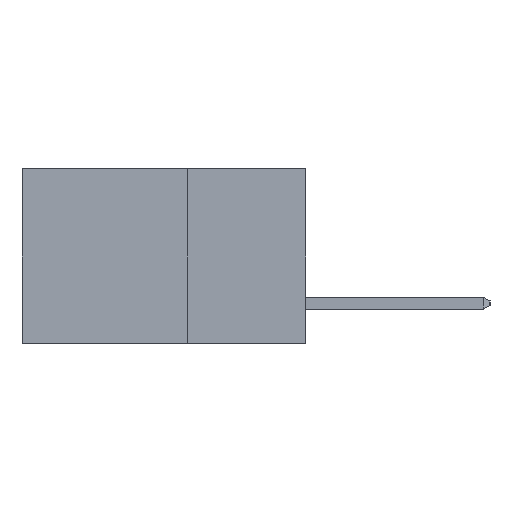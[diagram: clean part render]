
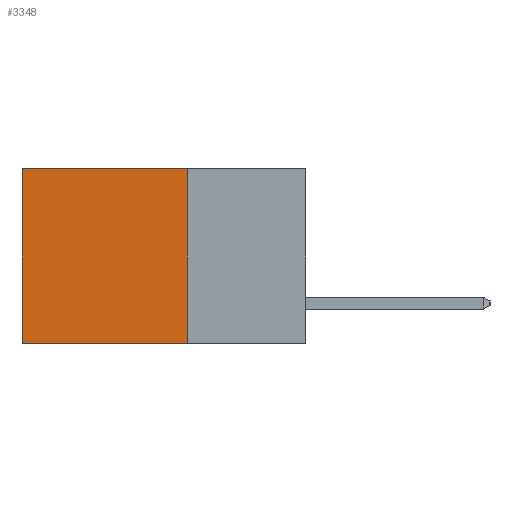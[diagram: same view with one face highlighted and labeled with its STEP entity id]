
A CAD part, left-side view. The second image highlights one B-rep face of the part: STEP entity #3348.
In plain terms, the highlighted planar face has unit normal (-1, 0, 0).
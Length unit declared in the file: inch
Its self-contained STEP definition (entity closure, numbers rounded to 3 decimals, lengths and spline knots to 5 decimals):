
#507 = CARTESIAN_POINT ( 'NONE',  ( 0.2615, 0.6, -0.37 ) ) ;
#1103 = VERTEX_POINT ( 'NONE', #16042 ) ;
#1989 = CARTESIAN_POINT ( 'NONE',  ( 0.2615, 0.25, -0.37 ) ) ;
#2986 = CARTESIAN_POINT ( 'NONE',  ( 0.2615, 0.25, 0. ) ) ;
#3259 = PLANE ( 'NONE',  #11197 ) ;
#3348 = ADVANCED_FACE ( 'NONE', ( #5470 ), #3259, .F. ) ;
#3354 = VECTOR ( 'NONE', #12105, 39.37008 ) ;
#3692 = CARTESIAN_POINT ( 'NONE',  ( 0.2615, 0.25, -0.37 ) ) ;
#4041 = VERTEX_POINT ( 'NONE', #8311 ) ;
#5470 = FACE_OUTER_BOUND ( 'NONE', #6938, .T. ) ;
#5528 = LINE ( 'NONE', #12668, #15180 ) ;
#5795 = DIRECTION ( 'NONE',  ( 0., 0., -1. ) ) ;
#6578 = VERTEX_POINT ( 'NONE', #507 ) ;
#6938 = EDGE_LOOP ( 'NONE', ( #14742, #7924, #8408, #16131 ) ) ;
#7769 = VERTEX_POINT ( 'NONE', #2986 ) ;
#7924 = ORIENTED_EDGE ( 'NONE', *, *, #15904, .F. ) ;
#8311 = CARTESIAN_POINT ( 'NONE',  ( 0.2615, 0.6, 0. ) ) ;
#8408 = ORIENTED_EDGE ( 'NONE', *, *, #15304, .F. ) ;
#8723 = DIRECTION ( 'NONE',  ( 0., 0., -1. ) ) ;
#9021 = LINE ( 'NONE', #3692, #12409 ) ;
#9534 = CARTESIAN_POINT ( 'NONE',  ( 0.2615, 0.25, 0. ) ) ;
#9989 = DIRECTION ( 'NONE',  ( 0., 1., 0. ) ) ;
#10078 = LINE ( 'NONE', #9534, #3354 ) ;
#11197 = AXIS2_PLACEMENT_3D ( 'NONE', #1989, #13377, #5795 ) ;
#11837 = LINE ( 'NONE', #12557, #12233 ) ;
#12105 = DIRECTION ( 'NONE',  ( 0., 1., 0. ) ) ;
#12233 = VECTOR ( 'NONE', #8723, 39.37008 ) ;
#12409 = VECTOR ( 'NONE', #9989, 39.37008 ) ;
#12557 = CARTESIAN_POINT ( 'NONE',  ( 0.2615, 0.25, -0.37 ) ) ;
#12668 = CARTESIAN_POINT ( 'NONE',  ( 0.2615, 0.6, -0.37 ) ) ;
#13377 = DIRECTION ( 'NONE',  ( 1., 0., 0. ) ) ;
#13986 = EDGE_CURVE ( 'NONE', #4041, #6578, #5528, .T. ) ;
#14341 = EDGE_CURVE ( 'NONE', #7769, #4041, #10078, .T. ) ;
#14742 = ORIENTED_EDGE ( 'NONE', *, *, #13986, .T. ) ;
#15137 = DIRECTION ( 'NONE',  ( 0., 0., -1. ) ) ;
#15180 = VECTOR ( 'NONE', #15137, 39.37008 ) ;
#15304 = EDGE_CURVE ( 'NONE', #7769, #1103, #11837, .T. ) ;
#15904 = EDGE_CURVE ( 'NONE', #1103, #6578, #9021, .T. ) ;
#16042 = CARTESIAN_POINT ( 'NONE',  ( 0.2615, 0.25, -0.37 ) ) ;
#16131 = ORIENTED_EDGE ( 'NONE', *, *, #14341, .T. ) ;
